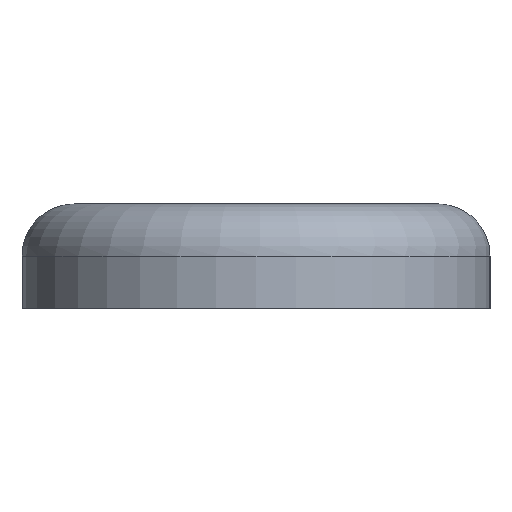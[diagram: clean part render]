
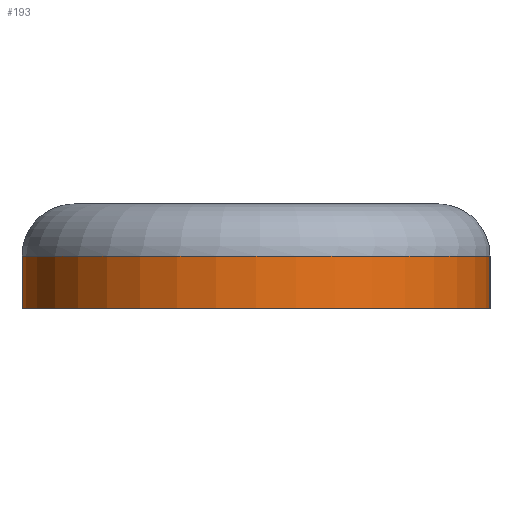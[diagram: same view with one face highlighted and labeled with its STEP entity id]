
A CAD part, left-side view. The second image highlights one B-rep face of the part: STEP entity #193.
In plain terms, the highlighted cylindrical face has radius 9 mm (diameter 18 mm), a partial arc.
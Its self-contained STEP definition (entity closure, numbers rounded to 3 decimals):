
#13=LINE($,#329,#21);
#14=LINE($,#332,#22);
#21=VECTOR($,#270,2.);
#22=VECTOR($,#273,2.);
#57=FACE_OUTER_BOUND($,#75,.T.);
#75=EDGE_LOOP($,(#153,#154,#155,#156));
#97=CIRCLE($,#220,9.);
#98=CIRCLE($,#222,9.);
#110=VERTEX_POINT($,#323);
#111=VERTEX_POINT($,#324);
#112=VERTEX_POINT($,#328);
#113=VERTEX_POINT($,#330);
#127=EDGE_CURVE($,#110,#111,#97,.T.);
#128=EDGE_CURVE($,#112,#110,#13,.T.);
#129=EDGE_CURVE($,#112,#113,#98,.T.);
#130=EDGE_CURVE($,#111,#113,#14,.T.);
#153=ORIENTED_EDGE($,*,*,#127,.F.);
#154=ORIENTED_EDGE($,*,*,#128,.F.);
#155=ORIENTED_EDGE($,*,*,#129,.T.);
#156=ORIENTED_EDGE($,*,*,#130,.F.);
#185=CYLINDRICAL_SURFACE($,#221,9.);
#193=ADVANCED_FACE($,(#57),#185,.T.);
#220=AXIS2_PLACEMENT_3D($,#326,#266,#267);
#221=AXIS2_PLACEMENT_3D($,#327,#268,#269);
#222=AXIS2_PLACEMENT_3D($,#331,#271,#272);
#266=DIRECTION('center_axis',(0.,0.,1.));
#267=DIRECTION('ref_axis',(-1.,0.,0.));
#268=DIRECTION('center_axis',(0.,0.,1.));
#269=DIRECTION('ref_axis',(-1.,0.,0.));
#270=DIRECTION($,(0.,0.,1.));
#271=DIRECTION('center_axis',(0.,0.,1.));
#272=DIRECTION('ref_axis',(-1.,0.,0.));
#273=DIRECTION($,(0.,0.,-1.));
#323=CARTESIAN_POINT('',(-61.356,4.75,1.));
#324=CARTESIAN_POINT('',(-61.356,-4.75,1.));
#326=CARTESIAN_POINT('Origin',(-69.,0.,1.));
#327=CARTESIAN_POINT('Origin',(-69.,0.,0.));
#328=CARTESIAN_POINT('',(-61.356,4.75,-1.));
#329=CARTESIAN_POINT($,(-61.356,4.75,0.));
#330=CARTESIAN_POINT('',(-61.356,-4.75,-1.));
#331=CARTESIAN_POINT('Origin',(-69.,0.,-1.));
#332=CARTESIAN_POINT($,(-61.356,-4.75,0.));
